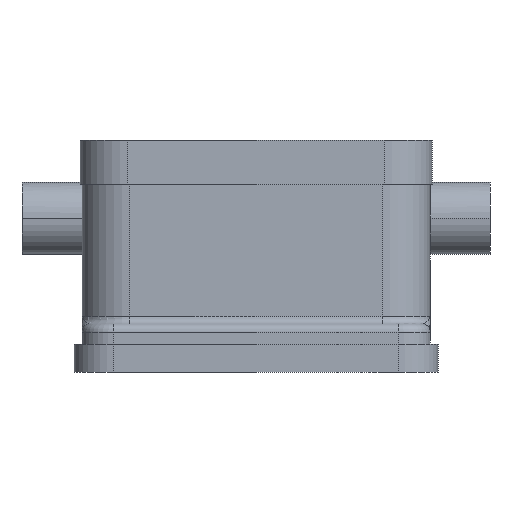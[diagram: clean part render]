
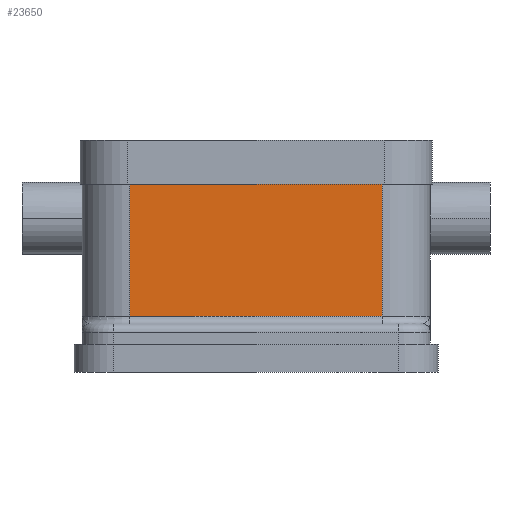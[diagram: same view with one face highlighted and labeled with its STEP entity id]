
A CAD part, left-side view. The second image highlights one B-rep face of the part: STEP entity #23650.
In plain terms, the highlighted planar face has unit normal (-1, 0, 0).
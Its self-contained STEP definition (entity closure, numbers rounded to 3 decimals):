
#3420=CARTESIAN_POINT('',(-30.,-15.75,7.));
#3430=DIRECTION('',(0.,1.,0.));
#3440=VECTOR('',#3430,31.5);
#3450=LINE('',#3420,#3440);
#3460=CARTESIAN_POINT('',(-30.,-15.75,7.));
#3470=VERTEX_POINT('',#3460);
#3480=CARTESIAN_POINT('',(-30.,15.75,7.));
#3490=VERTEX_POINT('',#3480);
#3500=EDGE_CURVE('',#3470,#3490,#3450,.T.);
#13630=CARTESIAN_POINT('',(-30.,-15.75,23.5));
#13640=VERTEX_POINT('',#13630);
#13670=CARTESIAN_POINT('',(-30.,-15.75,23.5));
#13680=DIRECTION('',(0.,1.,0.));
#13690=VECTOR('',#13680,31.5);
#13700=LINE('',#13670,#13690);
#13710=CARTESIAN_POINT('',(-30.,15.75,23.5));
#13720=VERTEX_POINT('',#13710);
#13730=EDGE_CURVE('',#13640,#13720,#13700,.T.);
#23440=CARTESIAN_POINT('',(-30.,-15.75,1.5));
#23450=DIRECTION('',(-1.,0.,0.));
#23460=DIRECTION('',(0.,0.,1.));
#23470=AXIS2_PLACEMENT_3D('',#23440,#23450,#23460);
#23480=PLANE('',#23470);
#23490=CARTESIAN_POINT('',(-30.,15.75,7.));
#23500=DIRECTION('',(0.,0.,1.));
#23510=VECTOR('',#23500,16.5);
#23520=LINE('',#23490,#23510);
#23530=EDGE_CURVE('',#3490,#13720,#23520,.T.);
#23540=ORIENTED_EDGE('',*,*,#23530,.F.);
#23550=ORIENTED_EDGE('',*,*,#13730,.T.);
#23560=CARTESIAN_POINT('',(-30.,-15.75,7.));
#23570=DIRECTION('',(0.,0.,1.));
#23580=VECTOR('',#23570,16.5);
#23590=LINE('',#23560,#23580);
#23600=EDGE_CURVE('',#3470,#13640,#23590,.T.);
#23610=ORIENTED_EDGE('',*,*,#23600,.T.);
#23620=ORIENTED_EDGE('',*,*,#3500,.F.);
#23630=EDGE_LOOP('',(#23620,#23610,#23550,#23540));
#23640=FACE_OUTER_BOUND('',#23630,.T.);
#23650=ADVANCED_FACE('',(#23640),#23480,.T.);
